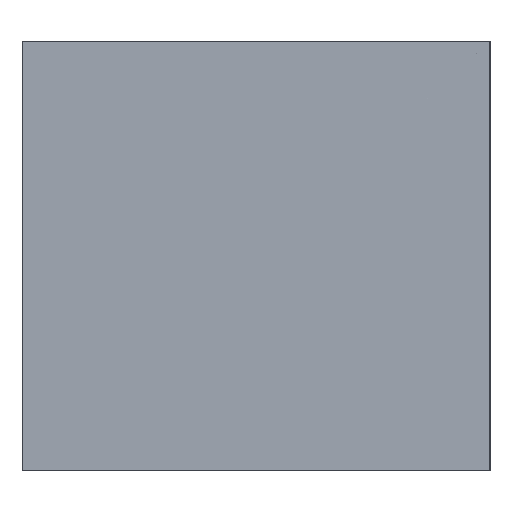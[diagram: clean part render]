
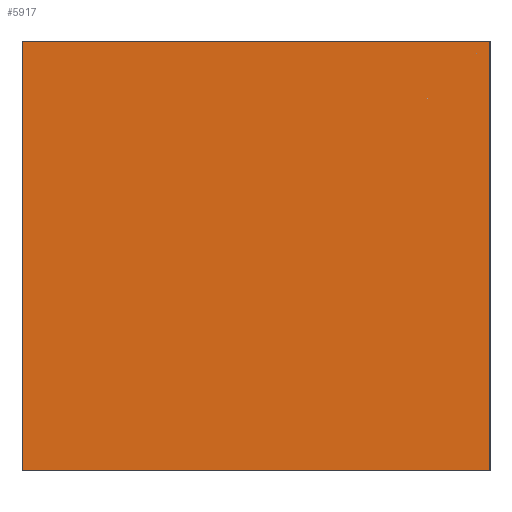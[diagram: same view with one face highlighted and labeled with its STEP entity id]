
A CAD part, left-side view. The second image highlights one B-rep face of the part: STEP entity #5917.
In plain terms, the highlighted planar face has unit normal (-1, 0, 0).
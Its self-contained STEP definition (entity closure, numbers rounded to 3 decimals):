
#554=PLANE('',#6362);
#904=FACE_OUTER_BOUND('',#1265,.T.);
#1265=EDGE_LOOP('',(#5217,#5218,#5219,#5220));
#1601=LINE('',#23623,#1946);
#1616=LINE('',#23670,#1961);
#1617=LINE('',#23673,#1962);
#1618=LINE('',#23674,#1963);
#1946=VECTOR('',#7502,10.);
#1961=VECTOR('',#7553,10.);
#1962=VECTOR('',#7556,10.);
#1963=VECTOR('',#7557,10.);
#2603=VERTEX_POINT('',#23620);
#2604=VERTEX_POINT('',#23622);
#2618=VERTEX_POINT('',#23668);
#2619=VERTEX_POINT('',#23672);
#3476=EDGE_CURVE('',#2603,#2604,#1601,.T.);
#3501=EDGE_CURVE('',#2603,#2618,#1616,.T.);
#3502=EDGE_CURVE('',#2619,#2618,#1617,.T.);
#3503=EDGE_CURVE('',#2604,#2619,#1618,.T.);
#5217=ORIENTED_EDGE('',*,*,#3501,.T.);
#5218=ORIENTED_EDGE('',*,*,#3502,.F.);
#5219=ORIENTED_EDGE('',*,*,#3503,.F.);
#5220=ORIENTED_EDGE('',*,*,#3476,.F.);
#5917=ADVANCED_FACE('',(#904),#554,.T.);
#6362=AXIS2_PLACEMENT_3D('',#23671,#7554,#7555);
#7502=DIRECTION('',(0.,1.,0.));
#7553=DIRECTION('',(0.,0.,1.));
#7554=DIRECTION('center_axis',(-1.,0.,0.));
#7555=DIRECTION('ref_axis',(0.,-1.,0.));
#7556=DIRECTION('',(0.,-1.,0.));
#7557=DIRECTION('',(0.,0.,1.));
#23620=CARTESIAN_POINT('',(-75.,-24.5,-22.5));
#23622=CARTESIAN_POINT('',(-75.,24.5,-22.5));
#23623=CARTESIAN_POINT('',(-75.,-24.5,-22.5));
#23668=CARTESIAN_POINT('',(-75.,-24.5,22.5));
#23670=CARTESIAN_POINT('',(-75.,-24.5,0.));
#23671=CARTESIAN_POINT('Origin',(-75.,24.5,0.));
#23672=CARTESIAN_POINT('',(-75.,24.5,22.5));
#23673=CARTESIAN_POINT('',(-75.,-24.5,22.5));
#23674=CARTESIAN_POINT('',(-75.,24.5,0.));
